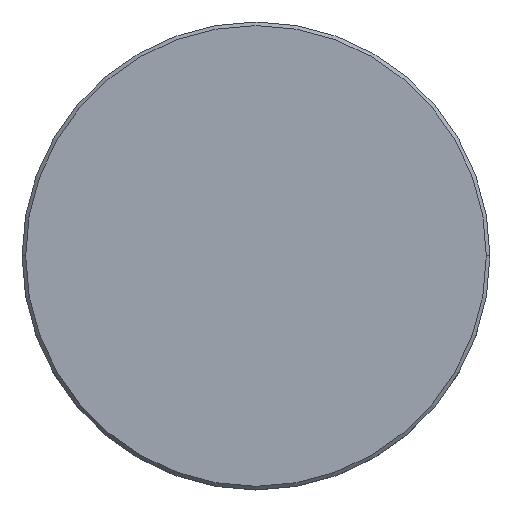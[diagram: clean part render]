
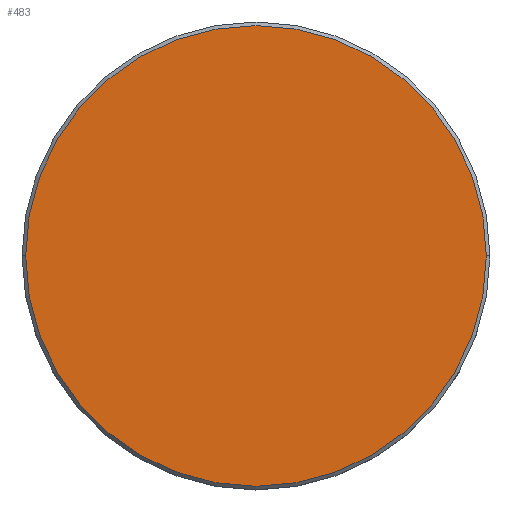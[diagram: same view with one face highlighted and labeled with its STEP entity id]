
A CAD part, top view. The second image highlights one B-rep face of the part: STEP entity #483.
In plain terms, the highlighted planar face has unit normal (0, 0, 1).
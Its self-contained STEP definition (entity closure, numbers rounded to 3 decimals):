
#105 = AXIS2_PLACEMENT_3D ( 'NONE', #563, #1038, #952 ) ;
#115 = DIRECTION ( 'NONE',  ( 1., 0., 0. ) ) ;
#117 = FACE_OUTER_BOUND ( 'NONE', #882, .T. ) ;
#173 = EDGE_CURVE ( 'NONE', #232, #949, #474, .T. ) ;
#189 = DIRECTION ( 'NONE',  ( 0., 0., 1. ) ) ;
#197 = CARTESIAN_POINT ( 'NONE',  ( -32., 0., 0. ) ) ;
#232 = VERTEX_POINT ( 'NONE', #312 ) ;
#271 = CIRCLE ( 'NONE', #894, 32. ) ;
#312 = CARTESIAN_POINT ( 'NONE',  ( 32., 0., 0. ) ) ;
#377 = CARTESIAN_POINT ( 'NONE',  ( 0., 0., 0. ) ) ;
#474 = CIRCLE ( 'NONE', #1165, 32. ) ;
#483 = ADVANCED_FACE ( 'NONE', ( #117 ), #658, .T. ) ;
#563 = CARTESIAN_POINT ( 'NONE',  ( 0., 0., 0. ) ) ;
#594 = ORIENTED_EDGE ( 'NONE', *, *, #956, .T. ) ;
#658 = PLANE ( 'NONE',  #105 ) ;
#769 = CARTESIAN_POINT ( 'NONE',  ( 0., 0., 0. ) ) ;
#782 = ORIENTED_EDGE ( 'NONE', *, *, #173, .T. ) ;
#852 = DIRECTION ( 'NONE',  ( 1., 0., 0. ) ) ;
#882 = EDGE_LOOP ( 'NONE', ( #594, #782 ) ) ;
#894 = AXIS2_PLACEMENT_3D ( 'NONE', #377, #189, #115 ) ;
#949 = VERTEX_POINT ( 'NONE', #197 ) ;
#952 = DIRECTION ( 'NONE',  ( 1., 0., 0. ) ) ;
#956 = EDGE_CURVE ( 'NONE', #949, #232, #271, .T. ) ;
#1038 = DIRECTION ( 'NONE',  ( 0., 0., 1. ) ) ;
#1048 = DIRECTION ( 'NONE',  ( 0., 0., 1. ) ) ;
#1165 = AXIS2_PLACEMENT_3D ( 'NONE', #769, #1048, #852 ) ;
